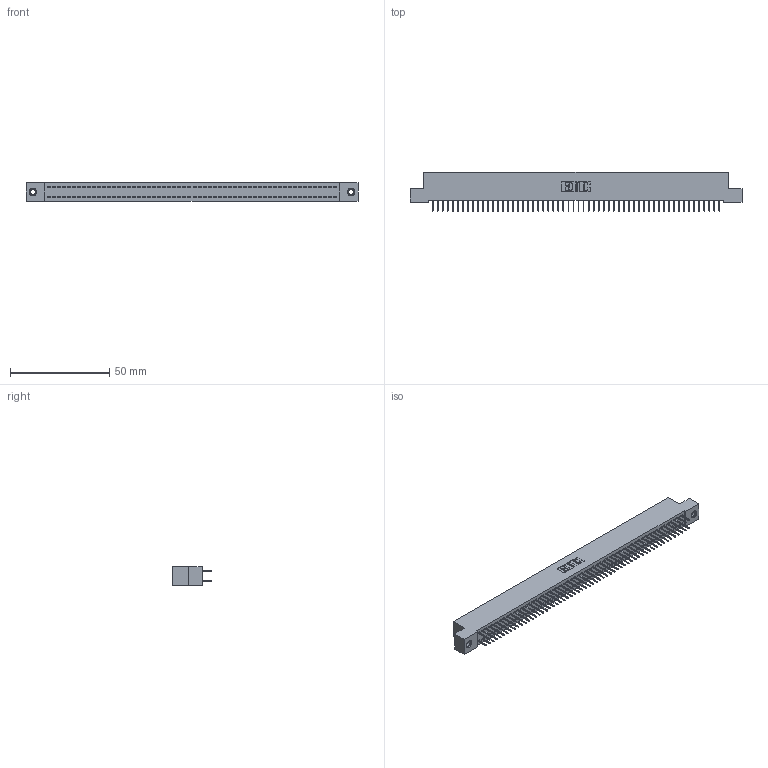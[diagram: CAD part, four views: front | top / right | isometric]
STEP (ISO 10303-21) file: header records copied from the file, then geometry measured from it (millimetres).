
FILE_DESCRIPTION (( 'STEP AP203' ), '1' );
FILE_NAME ('392-116-524-207.STEP', '2019-10-10T01:39:31', ( '' ), ( '' ), 'SwSTEP 2.0', 'SolidWorks 2016', '' );
FILE_SCHEMA (( 'CONFIG_CONTROL_DESIGN' ));
Length unit declared in the file: inch
Products named in the file (4): 345-250-001_345-250-005-103; 392-116-524-207; 342 Part_TI; 345-292-001_345-293-124
Assembly tree (119 placements, depth 2):
  392-116-524-207
    342 Part_TI
    345-292-001_345-293-124  x116
    345-250-001_345-250-005-103  x2
Bounding box: 167.64 x 19.69 x 9.4 mm (x, y, z)
Volume: 14949.9 mm3; surface area: 24298.2 mm2
Topology: 119 solids, 119 shells, 6666 faces, 18879 edges, 12114 vertices
Faces by surface type: plane 4970, cylinder 1680, cone 12, torus 4
Entity records: 36372 total; most frequent: CARTESIAN_POINT 5989, ORIENTED_EDGE 5918, DIRECTION 5121, EDGE_CURVE 2959, VECTOR 2815, LINE 2815, VERTEX_POINT 1964, AXIS2_PLACEMENT_3D 1153
